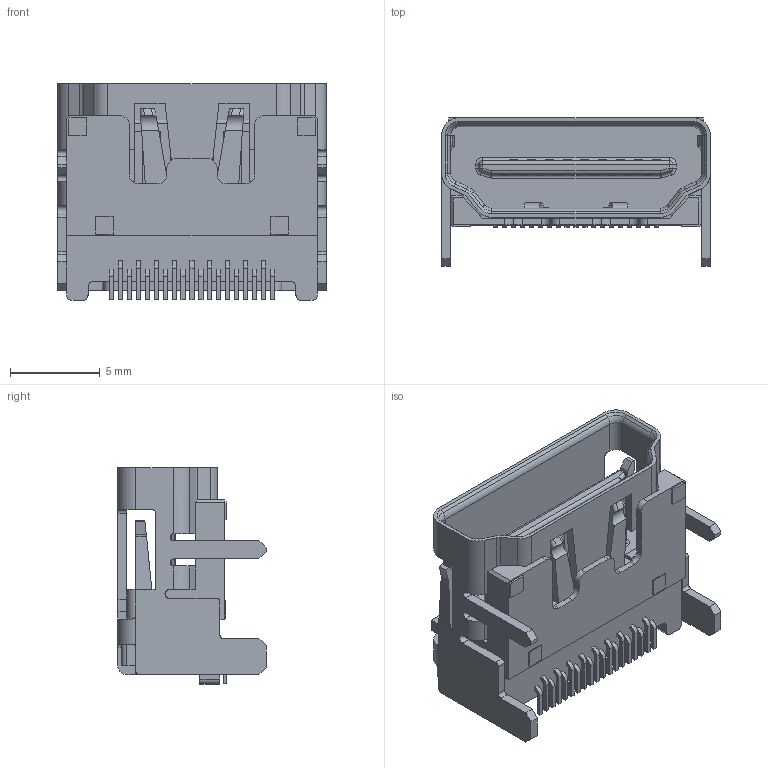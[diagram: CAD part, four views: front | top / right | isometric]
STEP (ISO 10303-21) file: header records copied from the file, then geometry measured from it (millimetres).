
FILE_DESCRIPTION((''),'2;1');
FILE_NAME('C-1827059-1','2011-03-17T',('workeradm'),('Tyco Electronics Ltd.'),'PRO/ENGINEER BY PARAMETRIC TECHNOLOGY CORPORATION, 2009300','PRO/ENGINEER BY PARAMETRIC TECHNOLOGY CORPORATION, 2009300','');
FILE_SCHEMA(('AUTOMOTIVE_DESIGN { 1 0 10303 214 1 1 1 1 }'));
Length unit declared in the file: millimetre
Products named in the file (1): C-1827059-1
Bounding box: 15 x 8.28 x 12.1 mm (x, y, z)
Volume: 574.3 mm3; surface area: 1156.9 mm2
Topology: 1 solids, 1 shells, 583 faces, 1598 edges, 1030 vertices
Faces by surface type: plane 395, cylinder 160, torus 12, cone 8, sphere 6, bspline 2
Entity records: 18716 total; most frequent: CARTESIAN_POINT 3412, ORIENTED_EDGE 3196, DIRECTION 3080, EDGE_CURVE 1598, VECTOR 1210, LINE 1210, VERTEX_POINT 1030, AXIS2_PLACEMENT_3D 935
